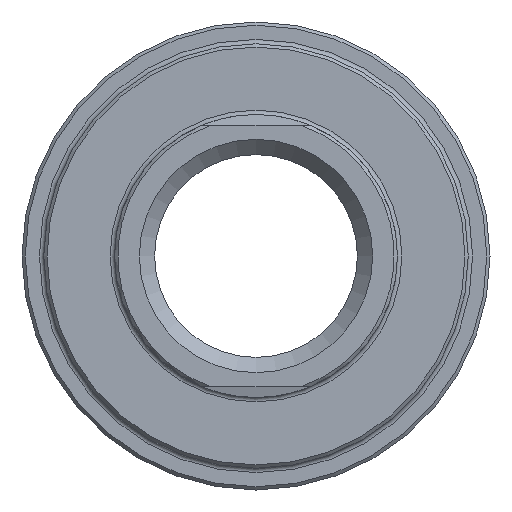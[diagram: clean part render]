
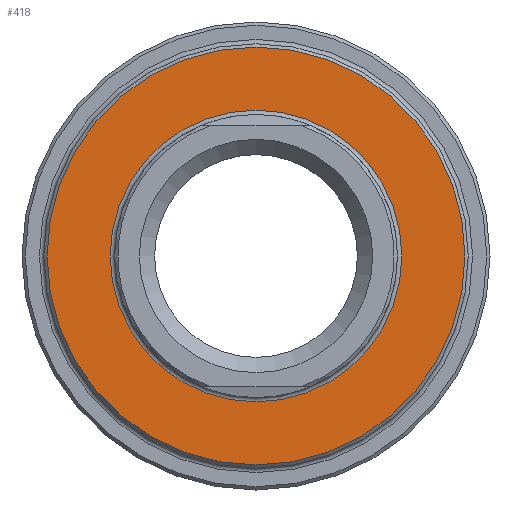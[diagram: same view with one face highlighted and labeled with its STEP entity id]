
A CAD part, left-side view. The second image highlights one B-rep face of the part: STEP entity #418.
In plain terms, the highlighted planar face has unit normal (-1, 0, 0).
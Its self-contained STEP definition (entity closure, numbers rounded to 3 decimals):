
#35=FACE_BOUND('',#124,.T.);
#65=CIRCLE('',#493,13.4);
#67=CIRCLE('',#497,19.2);
#94=FACE_OUTER_BOUND('',#123,.T.);
#123=EDGE_LOOP('',(#366));
#124=EDGE_LOOP('',(#367));
#203=VERTEX_POINT('',#761);
#204=VERTEX_POINT('',#768);
#257=EDGE_CURVE('',#203,#203,#65,.T.);
#260=EDGE_CURVE('',#204,#204,#67,.T.);
#366=ORIENTED_EDGE('',*,*,#260,.F.);
#367=ORIENTED_EDGE('',*,*,#257,.F.);
#397=PLANE('',#496);
#418=ADVANCED_FACE('',(#94,#35),#397,.T.);
#493=AXIS2_PLACEMENT_3D('',#763,#621,#622);
#496=AXIS2_PLACEMENT_3D('',#767,#628,#629);
#497=AXIS2_PLACEMENT_3D('',#769,#630,#631);
#621=DIRECTION('center_axis',(-1.,0.,0.));
#622=DIRECTION('ref_axis',(0.,-1.,0.));
#628=DIRECTION('center_axis',(-1.,0.,0.));
#629=DIRECTION('ref_axis',(0.,0.,1.));
#630=DIRECTION('center_axis',(1.,0.,0.));
#631=DIRECTION('ref_axis',(0.,-1.,0.));
#761=CARTESIAN_POINT('',(-12.,0.,13.4));
#763=CARTESIAN_POINT('Origin',(-12.,0.,0.));
#767=CARTESIAN_POINT('Origin',(-12.,19.5,0.));
#768=CARTESIAN_POINT('',(-12.,19.2,0.));
#769=CARTESIAN_POINT('Origin',(-12.,0.,0.));
